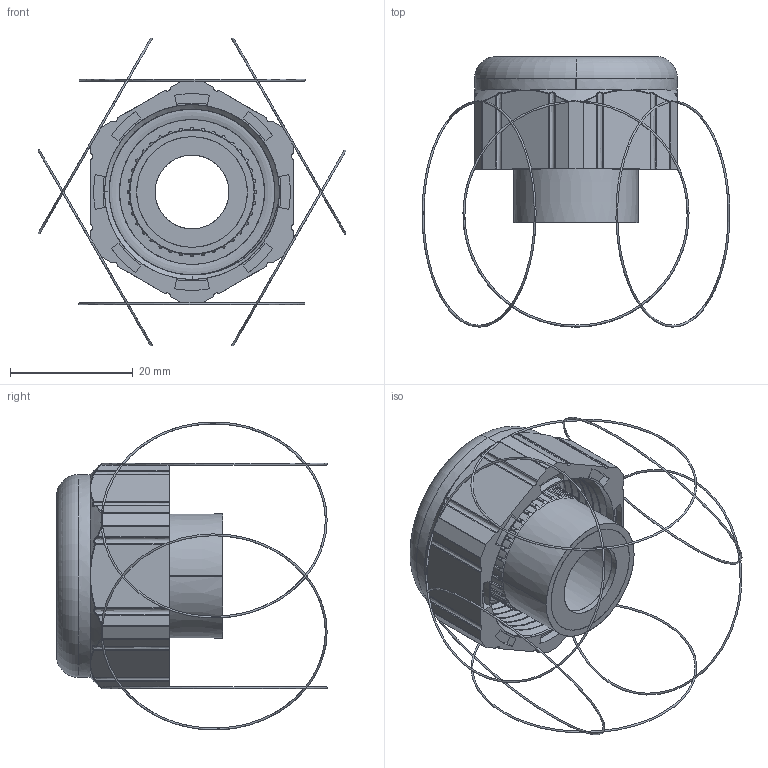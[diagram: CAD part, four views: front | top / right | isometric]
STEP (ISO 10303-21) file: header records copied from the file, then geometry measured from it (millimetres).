
FILE_DESCRIPTION((''),'2;1');
FILE_NAME('HC-M25-DA_2','2017-03-13T',('wl.kang'),(''),'PRO/ENGINEER BY PARAMETRIC TECHNOLOGY CORPORATION, 2012480','PRO/ENGINEER BY PARAMETRIC TECHNOLOGY CORPORATION, 2012480','');
FILE_SCHEMA(('AUTOMOTIVE_DESIGN { 1 0 10303 214 1 1 1 1 }'));
Products named in the file (1): HC-M25-DA_2
Bounding box: 50.06 x 43.95 x 50.1 mm (x, y, z)
Surface area: 15643.3 mm2 (no closed solid volume)
Topology: 0 solids, 0 shells, 414 faces, 2212 edges, 2196 vertices
Faces by surface type: bspline 398, torus 16
Entity records: 62911 total; most frequent: CARTESIAN_POINT 32314, DIRECTION 2898, PRESENTATION_STYLE_ASSIGNMENT 2680, STYLED_ITEM 2594, TRIMMED_CURVE 2538, VECTOR 2210, LINE 2210, CURVE_STYLE 2180
